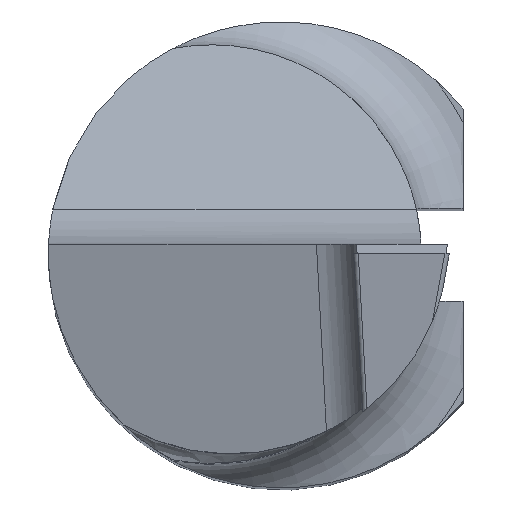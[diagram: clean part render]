
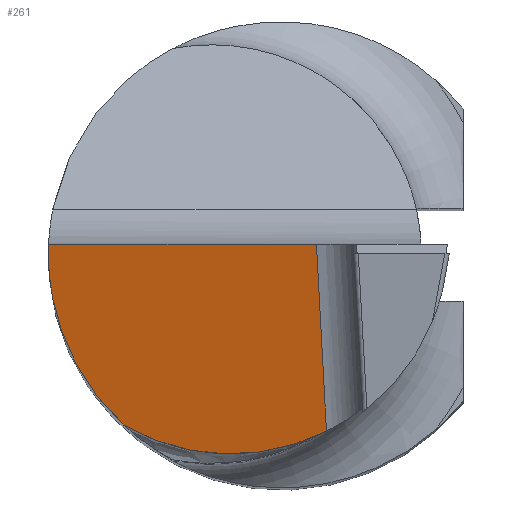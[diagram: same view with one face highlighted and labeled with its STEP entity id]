
A CAD part, top view. The second image highlights one B-rep face of the part: STEP entity #261.
In plain terms, the highlighted planar face has unit normal (-0.259, -0.052, 0.965).
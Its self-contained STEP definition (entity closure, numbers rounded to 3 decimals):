
#5 = CARTESIAN_POINT ( 'NONE',  ( -1.694, -1.839, 22.76 ) ) ;
#7 = ORIENTED_EDGE ( 'NONE', *, *, #10, .T. ) ;
#10 = EDGE_CURVE ( 'NONE', #1454, #737, #954, .T. ) ;
#21 = ORIENTED_EDGE ( 'NONE', *, *, #600, .T. ) ;
#45 = CARTESIAN_POINT ( 'NONE',  ( 0.135, -2.055, 23.238 ) ) ;
#95 = ORIENTED_EDGE ( 'NONE', *, *, #337, .F. ) ;
#161 = CARTESIAN_POINT ( 'NONE',  ( -2.179, -1.391, 22.654 ) ) ;
#210 = DIRECTION ( 'NONE',  ( -0.966, 0., -0.259 ) ) ;
#235 = CARTESIAN_POINT ( 'NONE',  ( 0.832, 0.1, 23.542 ) ) ;
#240 = CARTESIAN_POINT ( 'NONE',  ( -2.496, -0.134, 22.637 ) ) ;
#252 = VECTOR ( 'NONE', #210, 1000. ) ;
#261 = ADVANCED_FACE ( 'NONE', ( #902 ), #1358, .F. ) ;
#285 = B_SPLINE_CURVE_WITH_KNOTS ( 'NONE', 3,
 ( #1027, #1336, #314, #665 ),
 .UNSPECIFIED., .F., .F.,
 ( 4, 4 ),
 ( 0., 1. ),
 .UNSPECIFIED. ) ;
#314 = CARTESIAN_POINT ( 'NONE',  ( -2.501, 0.022, 22.646 ) ) ;
#337 = EDGE_CURVE ( 'NONE', #1454, #1118, #699, .T. ) ;
#365 = CARTESIAN_POINT ( 'NONE',  ( -1.694, -1.839, 22.76 ) ) ;
#396 = CARTESIAN_POINT ( 'NONE',  ( 0.483, -1.905, 23.34 ) ) ;
#565 = CARTESIAN_POINT ( 'NONE',  ( -1.694, -1.839, 22.76 ) ) ;
#596 = CARTESIAN_POINT ( 'NONE',  ( -0.986, -2.115, 22.935 ) ) ;
#600 = EDGE_CURVE ( 'NONE', #737, #1305, #765, .T. ) ;
#604 = EDGE_LOOP ( 'NONE', ( #7, #21, #910, #1028, #95 ) ) ;
#622 = CARTESIAN_POINT ( 'NONE',  ( 0.377, 0.081, 23.419 ) ) ;
#657 = VERTEX_POINT ( 'NONE', #1389 ) ;
#665 = CARTESIAN_POINT ( 'NONE',  ( -2.498, 0.1, 22.65 ) ) ;
#671 = CARTESIAN_POINT ( 'NONE',  ( 0.832, 0.1, 23.542 ) ) ;
#699 =( BOUNDED_CURVE ( )  B_SPLINE_CURVE ( 3, ( #5, #161, #841, #240 ),
 .UNSPECIFIED., .F., .F. ) 
 B_SPLINE_CURVE_WITH_KNOTS ( ( 4, 4 ),
 ( 5.656, 6.429 ),
 .UNSPECIFIED. ) 
 CURVE ( )  GEOMETRIC_REPRESENTATION_ITEM ( )  RATIONAL_B_SPLINE_CURVE ( ( 1., 0.951, 0.951, 1. ) ) 
 REPRESENTATION_ITEM ( '' )  );
#700 = DIRECTION ( 'NONE',  ( -0.966, 0., -0.259 ) ) ;
#704 = AXIS2_PLACEMENT_3D ( 'NONE', #235, #1373, #700 ) ;
#724 = CARTESIAN_POINT ( 'NONE',  ( -0.232, -2.136, 23.136 ) ) ;
#737 = VERTEX_POINT ( 'NONE', #396 ) ;
#765 = LINE ( 'NONE', #622, #1184 ) ;
#841 = CARTESIAN_POINT ( 'NONE',  ( -2.461, -0.794, 22.611 ) ) ;
#853 = CARTESIAN_POINT ( 'NONE',  ( 0.316, -1.99, 23.29 ) ) ;
#902 = FACE_OUTER_BOUND ( 'NONE', #604, .T. ) ;
#910 = ORIENTED_EDGE ( 'NONE', *, *, #1285, .T. ) ;
#949 = CARTESIAN_POINT ( 'NONE',  ( -1.529, -1.935, 22.799 ) ) ;
#950 = CARTESIAN_POINT ( 'NONE',  ( -2.496, -0.134, 22.637 ) ) ;
#954 = B_SPLINE_CURVE_WITH_KNOTS ( 'NONE', 3,
 ( #365, #949, #1079, #596, #1295, #1195, #724, #45, #853, #1402 ),
 .UNSPECIFIED., .F., .F.,
 ( 4, 2, 2, 2, 4 ),
 ( 0., 0.001, 0.002, 0.002, 0.003 ),
 .UNSPECIFIED. ) ;
#1026 = LINE ( 'NONE', #671, #252 ) ;
#1027 = CARTESIAN_POINT ( 'NONE',  ( -2.496, -0.134, 22.637 ) ) ;
#1028 = ORIENTED_EDGE ( 'NONE', *, *, #1412, .F. ) ;
#1079 = CARTESIAN_POINT ( 'NONE',  ( -1.352, -2.011, 22.842 ) ) ;
#1092 = DIRECTION ( 'NONE',  ( -0.053, 0.998, 0.04 ) ) ;
#1118 = VERTEX_POINT ( 'NONE', #950 ) ;
#1184 = VECTOR ( 'NONE', #1092, 1000. ) ;
#1195 = CARTESIAN_POINT ( 'NONE',  ( -0.42, -2.155, 23.084 ) ) ;
#1244 = CARTESIAN_POINT ( 'NONE',  ( 0.376, 0.1, 23.42 ) ) ;
#1285 = EDGE_CURVE ( 'NONE', #1305, #657, #1026, .T. ) ;
#1295 = CARTESIAN_POINT ( 'NONE',  ( -0.8, -2.144, 22.983 ) ) ;
#1305 = VERTEX_POINT ( 'NONE', #1244 ) ;
#1336 = CARTESIAN_POINT ( 'NONE',  ( -2.501, -0.056, 22.641 ) ) ;
#1358 = PLANE ( 'NONE',  #704 ) ;
#1373 = DIRECTION ( 'NONE',  ( 0.258, 0.052, -0.965 ) ) ;
#1389 = CARTESIAN_POINT ( 'NONE',  ( -2.498, 0.1, 22.65 ) ) ;
#1402 = CARTESIAN_POINT ( 'NONE',  ( 0.483, -1.905, 23.34 ) ) ;
#1412 = EDGE_CURVE ( 'NONE', #1118, #657, #285, .T. ) ;
#1454 = VERTEX_POINT ( 'NONE', #565 ) ;
